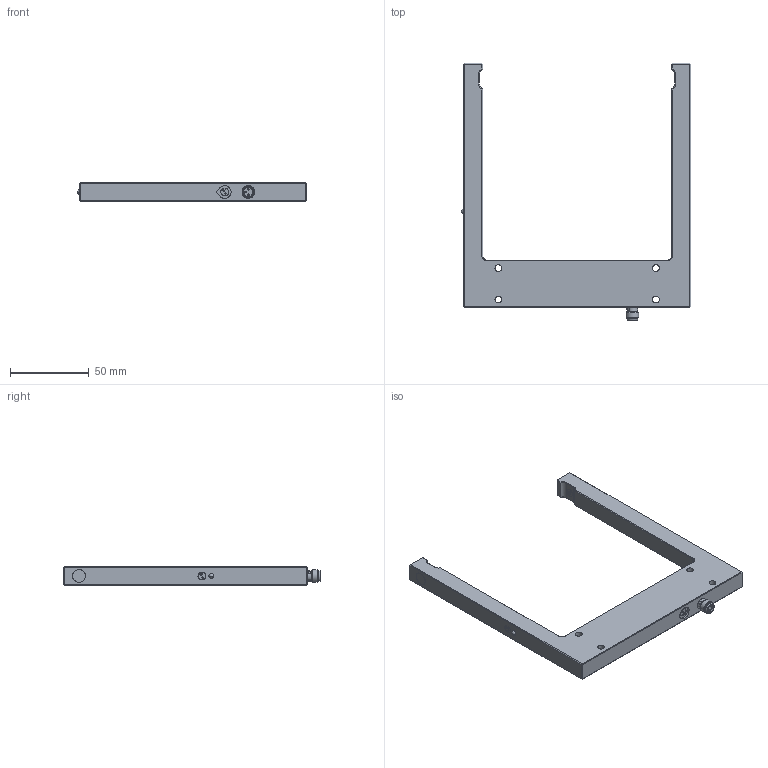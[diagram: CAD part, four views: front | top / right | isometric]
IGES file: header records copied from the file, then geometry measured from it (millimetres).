
Global section: file name: OGU 121-125-VP3K-TSSL; native system: Autodesk Inventor 2015; preprocessor: unknown; author: lck; date: 20150722.100833; units: millimetre
Bounding box: 145.47 x 163.4 x 12 mm (x, y, z)
Volume: 86636.2 mm3; surface area: 25630.7 mm2
Topology: 4 solids, 6 shells, 221 faces, 494 edges, 311 vertices
Faces by surface type: bspline 221
